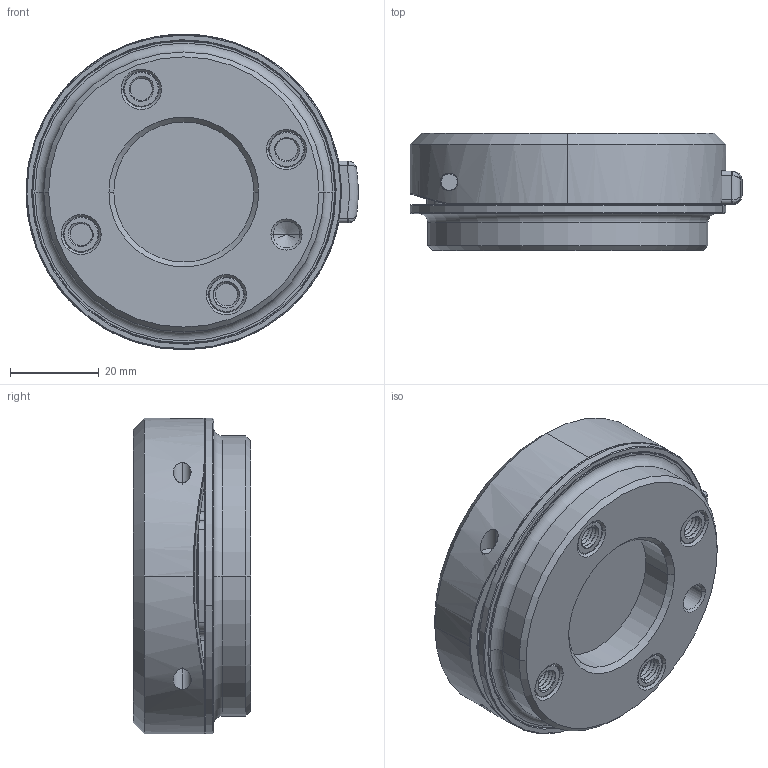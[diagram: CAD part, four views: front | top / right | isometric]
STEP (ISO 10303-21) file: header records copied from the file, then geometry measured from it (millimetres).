
FILE_DESCRIPTION (( 'STEP AP214' ), '1' );
FILE_NAME ('quick changer step.STEP', '2019-07-03T13:08:02', ( '' ), ( '' ), 'SwSTEP 2.0', 'SolidWorks 2019', '' );
FILE_SCHEMA (( 'AUTOMOTIVE_DESIGN' ));
Length unit declared in the file: millimetre
Products named in the file (14): 100691; 100720; 100022; 101014; quick changer step; 100722; 100057; 100021; 100058; 100060; 100055; 100061; 100025; 100059
Assembly tree (15 placements, depth 3):
  100691
  100720
  quick changer step
    100058
    100055
    101014  x4
    100057
    100059  x2
    100061  x2
    100060
    100021
      100025
      100022
  100722
Bounding box: 74.67 x 26.4 x 71 mm (x, y, z)
Volume: 47524.7 mm3; surface area: 53277.7 mm2
Topology: 17 solids, 19 shells, 1177 faces, 2972 edges, 1837 vertices
Faces by surface type: cylinder 527, plane 275, cone 234, bspline 82, torus 59
Entity records: 46621 total; most frequent: CARTESIAN_POINT 20553, ORIENTED_EDGE 5185, DIRECTION 4970, EDGE_CURVE 2598, AXIS2_PLACEMENT_3D 1931, VERTEX_POINT 1632, EDGE_LOOP 1126, LINE 1108
